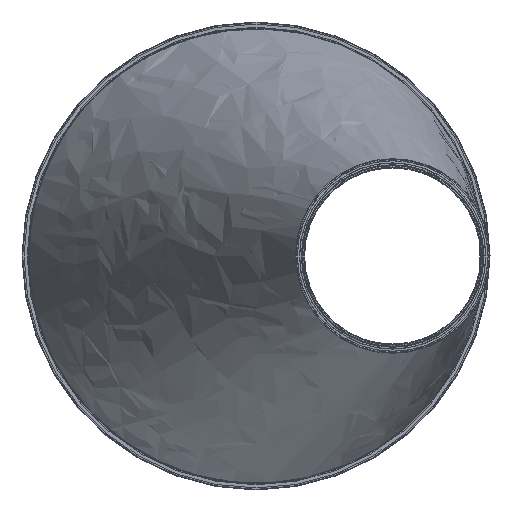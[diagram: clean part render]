
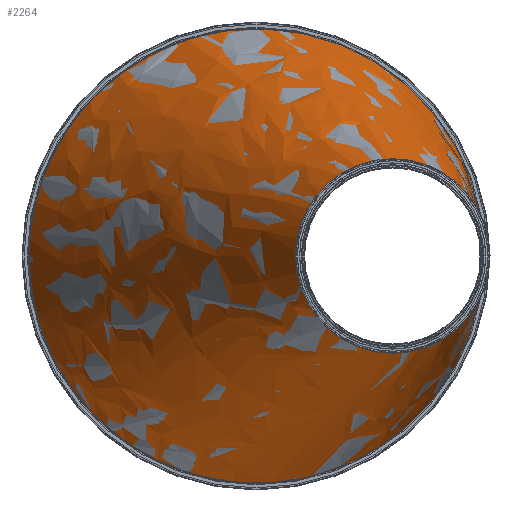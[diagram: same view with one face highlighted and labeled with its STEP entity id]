
A CAD part, left-side view. The second image highlights one B-rep face of the part: STEP entity #2264.
In plain terms, the highlighted free-form (B-spline) face has degree [1, 2] with [2, 9] control points.
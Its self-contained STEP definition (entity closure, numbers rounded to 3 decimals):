
#11=(
BOUNDED_SURFACE()
B_SPLINE_SURFACE(1,2,((#4074,#4075,#4076,#4077,#4078,#4079,#4080,#4081,
#4082),(#4083,#4084,#4085,#4086,#4087,#4088,#4089,#4090,#4091)),
 .UNSPECIFIED.,.F.,.T.,.F.)
B_SPLINE_SURFACE_WITH_KNOTS((2,2),(3,2,2,2,3),(-0.257,2.453),
(-3.142,-1.571,0.,1.571,3.142),
 .UNSPECIFIED.)
GEOMETRIC_REPRESENTATION_ITEM()
RATIONAL_B_SPLINE_SURFACE(((1.,0.707,1.,0.707,1.,
0.707,1.,0.707,1.),(1.,0.707,1.,0.707,
1.,0.707,1.,0.707,1.)))
REPRESENTATION_ITEM('')
SURFACE()
);
#22=B_SPLINE_CURVE_WITH_KNOTS('',1,(#4092,#4093),.UNSPECIFIED.,.F.,.F.,
(2,2),(-2.358,-0.017),.UNSPECIFIED.);
#280=FACE_OUTER_BOUND('',#468,.T.);
#468=EDGE_LOOP('',(#1676,#1677,#1678,#1679,#1680,#1681,#1682));
#631=CIRCLE('',#2493,99.475);
#632=CIRCLE('',#2494,99.475);
#633=CIRCLE('',#2495,99.475);
#640=CIRCLE('',#2508,249.375);
#641=CIRCLE('',#2509,249.375);
#1013=VERTEX_POINT('',#3713);
#1014=VERTEX_POINT('',#3714);
#1015=VERTEX_POINT('',#3716);
#1023=VERTEX_POINT('',#3864);
#1024=VERTEX_POINT('',#3865);
#1233=EDGE_CURVE('',#1013,#1014,#631,.T.);
#1234=EDGE_CURVE('',#1014,#1015,#632,.T.);
#1235=EDGE_CURVE('',#1015,#1013,#633,.T.);
#1245=EDGE_CURVE('',#1023,#1024,#640,.T.);
#1246=EDGE_CURVE('',#1024,#1023,#641,.T.);
#1255=EDGE_CURVE('',#1014,#1024,#22,.T.);
#1676=ORIENTED_EDGE('',*,*,#1235,.T.);
#1677=ORIENTED_EDGE('',*,*,#1233,.T.);
#1678=ORIENTED_EDGE('',*,*,#1255,.T.);
#1679=ORIENTED_EDGE('',*,*,#1246,.T.);
#1680=ORIENTED_EDGE('',*,*,#1245,.T.);
#1681=ORIENTED_EDGE('',*,*,#1255,.F.);
#1682=ORIENTED_EDGE('',*,*,#1234,.T.);
#2264=ADVANCED_FACE('',(#280),#11,.F.);
#2493=AXIS2_PLACEMENT_3D('',#3715,#3026,#3027);
#2494=AXIS2_PLACEMENT_3D('',#3717,#3028,#3029);
#2495=AXIS2_PLACEMENT_3D('',#3718,#3030,#3031);
#2508=AXIS2_PLACEMENT_3D('',#3866,#3057,#3058);
#2509=AXIS2_PLACEMENT_3D('',#3867,#3059,#3060);
#3026=DIRECTION('center_axis',(0.,0.,-1.));
#3027=DIRECTION('ref_axis',(1.,0.,0.));
#3028=DIRECTION('center_axis',(0.,0.,-1.));
#3029=DIRECTION('ref_axis',(1.,0.,0.));
#3030=DIRECTION('center_axis',(0.,0.,-1.));
#3031=DIRECTION('ref_axis',(1.,0.,0.));
#3057=DIRECTION('center_axis',(0.,0.,1.));
#3058=DIRECTION('ref_axis',(1.,0.,0.));
#3059=DIRECTION('center_axis',(0.,0.,1.));
#3060=DIRECTION('ref_axis',(1.,0.,0.));
#3713=CARTESIAN_POINT('',(-99.475,0.,0.));
#3714=CARTESIAN_POINT('',(-6.502,99.262,0.));
#3715=CARTESIAN_POINT('Origin',(0.,0.,0.));
#3716=CARTESIAN_POINT('',(99.475,0.,0.));
#3717=CARTESIAN_POINT('Origin',(0.,0.,0.));
#3718=CARTESIAN_POINT('Origin',(0.,0.,0.));
#3864=CARTESIAN_POINT('',(-99.475,0.,-548.));
#3865=CARTESIAN_POINT('',(133.6,248.842,-548.));
#3866=CARTESIAN_POINT('Origin',(149.9,0.,-548.));
#3867=CARTESIAN_POINT('Origin',(149.9,0.,-548.));
#4074=CARTESIAN_POINT('Ctrl Pts',(149.993,266.343,-612.118));
#4075=CARTESIAN_POINT('Ctrl Pts',(-99.475,266.343,-675.897));
#4076=CARTESIAN_POINT('Ctrl Pts',(-99.475,0.,
-675.897));
#4077=CARTESIAN_POINT('Ctrl Pts',(-99.475,-266.343,-675.897));
#4078=CARTESIAN_POINT('Ctrl Pts',(149.993,-266.343,-612.118));
#4079=CARTESIAN_POINT('Ctrl Pts',(399.46,-266.343,-548.339));
#4080=CARTESIAN_POINT('Ctrl Pts',(399.46,0.,
-548.339));
#4081=CARTESIAN_POINT('Ctrl Pts',(399.46,266.343,-548.339));
#4082=CARTESIAN_POINT('Ctrl Pts',(149.993,266.343,-612.118));
#4083=CARTESIAN_POINT('Ctrl Pts',(-12.206,93.172,22.311));
#4084=CARTESIAN_POINT('Ctrl Pts',(-99.475,93.172,0.));
#4085=CARTESIAN_POINT('Ctrl Pts',(-99.475,0.,
0.));
#4086=CARTESIAN_POINT('Ctrl Pts',(-99.475,-93.172,0.));
#4087=CARTESIAN_POINT('Ctrl Pts',(-12.206,-93.172,22.311));
#4088=CARTESIAN_POINT('Ctrl Pts',(75.063,-93.172,44.623));
#4089=CARTESIAN_POINT('Ctrl Pts',(75.063,0.,
44.623));
#4090=CARTESIAN_POINT('Ctrl Pts',(75.063,93.172,44.623));
#4091=CARTESIAN_POINT('Ctrl Pts',(-12.206,93.172,22.311));
#4092=CARTESIAN_POINT('Ctrl Pts',(-6.502,99.262,0.));
#4093=CARTESIAN_POINT('Ctrl Pts',(133.6,248.842,-548.));
